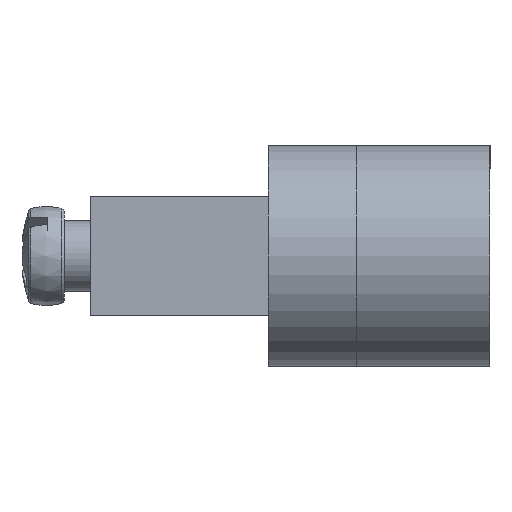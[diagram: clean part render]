
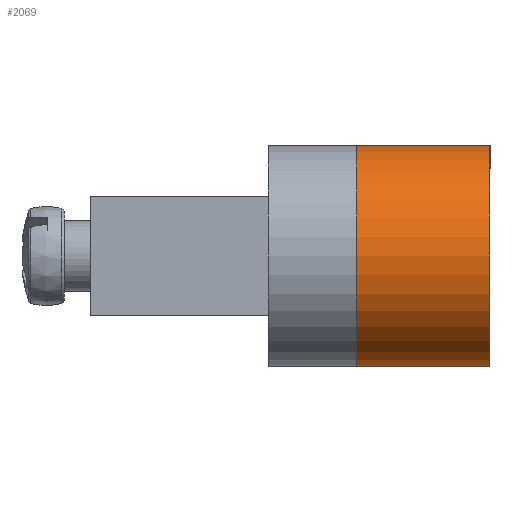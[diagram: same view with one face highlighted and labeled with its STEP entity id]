
A CAD part, left-side view. The second image highlights one B-rep face of the part: STEP entity #2069.
In plain terms, the highlighted cylindrical face has radius 7.5 mm (diameter 15 mm), a partial arc.
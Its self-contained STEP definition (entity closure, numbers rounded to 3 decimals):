
#156=LINE('',#4057,#202);
#161=LINE('',#4069,#207);
#202=VECTOR('',#2867,9.);
#207=VECTOR('',#2882,9.);
#561=CIRCLE('',#2319,7.5);
#562=CIRCLE('',#2321,7.5);
#680=FACE_OUTER_BOUND('',#947,.T.);
#947=EDGE_LOOP('',(#1779,#1780,#1781,#1782));
#1162=VERTEX_POINT('',#4055);
#1163=VERTEX_POINT('',#4056);
#1164=VERTEX_POINT('',#4061);
#1165=VERTEX_POINT('',#4065);
#1369=EDGE_CURVE('',#1162,#1163,#156,.T.);
#1372=EDGE_CURVE('',#1164,#1163,#561,.T.);
#1375=EDGE_CURVE('',#1162,#1165,#562,.T.);
#1376=EDGE_CURVE('',#1165,#1164,#161,.T.);
#1779=ORIENTED_EDGE('',*,*,#1375,.T.);
#1780=ORIENTED_EDGE('',*,*,#1376,.T.);
#1781=ORIENTED_EDGE('',*,*,#1372,.T.);
#1782=ORIENTED_EDGE('',*,*,#1369,.F.);
#1874=CYLINDRICAL_SURFACE('',#2323,7.5);
#2069=ADVANCED_FACE('',(#680),#1874,.T.);
#2319=AXIS2_PLACEMENT_3D('',#4062,#2872,#2873);
#2321=AXIS2_PLACEMENT_3D('',#4067,#2878,#2879);
#2323=AXIS2_PLACEMENT_3D('',#4070,#2883,#2884);
#2867=DIRECTION('',(0.,1.,0.));
#2872=DIRECTION('center_axis',(0.,-1.,0.));
#2873=DIRECTION('ref_axis',(0.,0.,
1.));
#2878=DIRECTION('center_axis',(0.,1.,0.));
#2879=DIRECTION('ref_axis',(0.,0.,1.));
#2882=DIRECTION('',(0.,1.,0.));
#2883=DIRECTION('center_axis',(0.,1.,0.));
#2884=DIRECTION('ref_axis',(0.,0.,1.));
#4055=CARTESIAN_POINT('',(7.,0.,7.5));
#4056=CARTESIAN_POINT('',(7.,9.,7.5));
#4057=CARTESIAN_POINT('',(7.,-10.607,7.5));
#4061=CARTESIAN_POINT('',(7.,9.,-7.5));
#4062=CARTESIAN_POINT('Origin',(7.,9.,0.));
#4065=CARTESIAN_POINT('',(7.,0.,-7.5));
#4067=CARTESIAN_POINT('Origin',(7.,0.,0.));
#4069=CARTESIAN_POINT('',(7.,-10.607,-7.5));
#4070=CARTESIAN_POINT('Origin',(7.,-10.607,0.));
